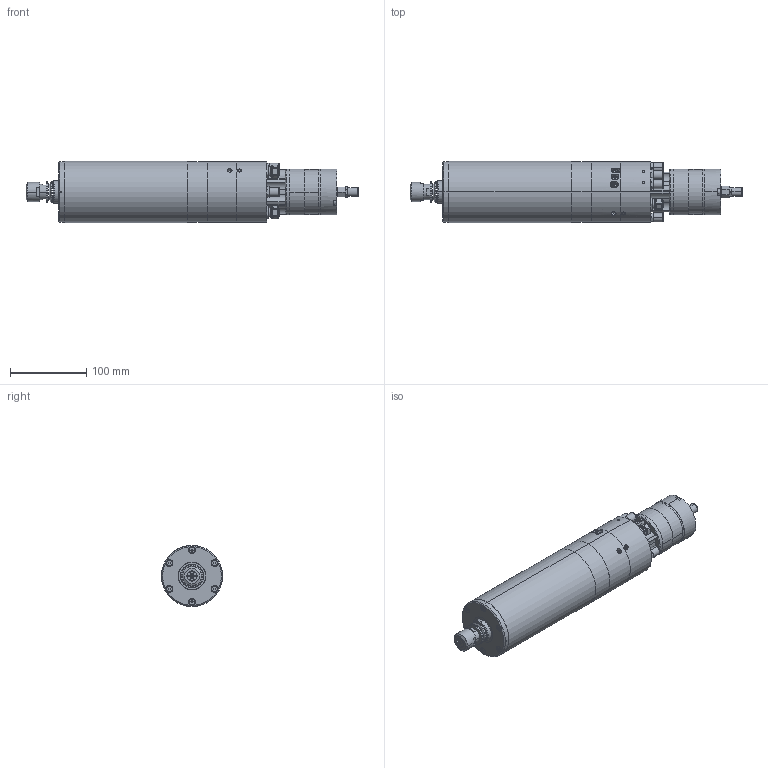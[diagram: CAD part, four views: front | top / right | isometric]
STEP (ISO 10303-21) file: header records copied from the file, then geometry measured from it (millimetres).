
FILE_DESCRIPTION (( 'STEP AP203' ), '1' );
FILE_NAME ('080A40I-00-.STEP', '2010-05-06T13:37:48', ( 'IBAGCAD_7' ), ( 'IBAG Switzerland AG' ), 'SwSTEP 2.0', 'SolidWorks 2009', '' );
FILE_SCHEMA (( 'CONFIG_CONTROL_DESIGN' ));
Length unit declared in the file: millimetre
Products named in the file (1): 080A40I-00-
Bounding box: 434.93 x 80 x 80 mm (x, y, z)
Surface area: 139345.8 mm2 (no closed solid volume)
Topology: 0 solids, 65 shells, 671 faces, 2091 edges, 1483 vertices
Faces by surface type: plane 299, cylinder 247, cone 77, torus 48
Entity records: 24306 total; most frequent: CARTESIAN_POINT 5194, DIRECTION 4321, ORIENTED_EDGE 3306, EDGE_CURVE 2077, AXIS2_PLACEMENT_3D 1644, VERTEX_POINT 1483, VECTOR 1033, LINE 1033
